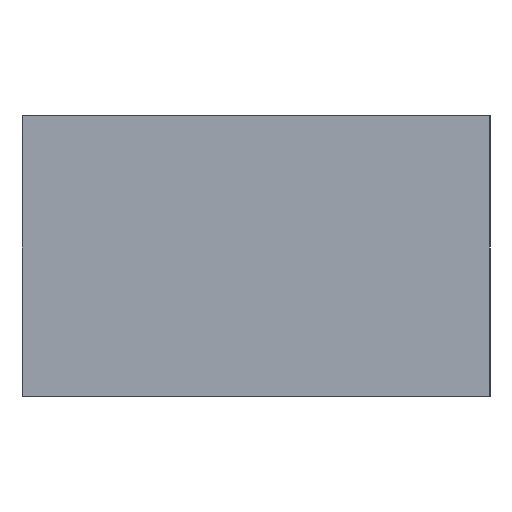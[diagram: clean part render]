
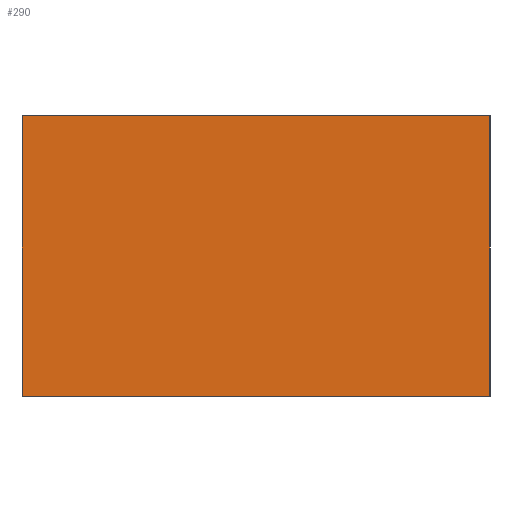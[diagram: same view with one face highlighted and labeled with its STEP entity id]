
A CAD part, left-side view. The second image highlights one B-rep face of the part: STEP entity #290.
In plain terms, the highlighted planar face has unit normal (-1, 0, 0).
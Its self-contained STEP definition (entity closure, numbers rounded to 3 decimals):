
#58=ORIENTED_EDGE('',*,*,#115,.F.);
#59=ORIENTED_EDGE('',*,*,#126,.T.);
#60=ORIENTED_EDGE('',*,*,#121,.T.);
#61=ORIENTED_EDGE('',*,*,#127,.T.);
#115=EDGE_CURVE('',#150,#151,#175,.T.);
#121=EDGE_CURVE('',#156,#155,#181,.T.);
#126=EDGE_CURVE('',#150,#156,#186,.T.);
#127=EDGE_CURVE('',#155,#151,#187,.T.);
#150=VERTEX_POINT('',#444);
#151=VERTEX_POINT('',#446);
#155=VERTEX_POINT('',#456);
#156=VERTEX_POINT('',#458);
#175=LINE('',#445,#211);
#181=LINE('',#457,#217);
#186=LINE('',#466,#222);
#187=LINE('',#467,#223);
#211=VECTOR('',#363,1000.);
#217=VECTOR('',#371,1000.);
#222=VECTOR('',#380,1000.);
#223=VECTOR('',#381,1000.);
#242=EDGE_LOOP('',(#58,#59,#60,#61));
#258=FACE_BOUND('',#242,.T.);
#274=PLANE('',#333);
#290=ADVANCED_FACE('',(#258),#274,.F.);
#333=AXIS2_PLACEMENT_3D('',#465,#378,#379);
#363=DIRECTION('',(0.,0.,-1.));
#371=DIRECTION('',(0.,0.,-1.));
#378=DIRECTION('',(1.,0.,0.));
#379=DIRECTION('',(0.,0.,-1.));
#380=DIRECTION('',(0.,1.,0.));
#381=DIRECTION('',(0.,-1.,0.));
#444=CARTESIAN_POINT('',(-1.25,-1.,1.2));
#445=CARTESIAN_POINT('',(-1.25,-1.,1.2));
#446=CARTESIAN_POINT('',(-1.25,-1.,0.));
#456=CARTESIAN_POINT('',(-1.25,1.,0.));
#457=CARTESIAN_POINT('',(-1.25,1.,1.2));
#458=CARTESIAN_POINT('',(-1.25,1.,1.2));
#465=CARTESIAN_POINT('',(-1.25,1.,1.2));
#466=CARTESIAN_POINT('',(-1.25,-1.,1.2));
#467=CARTESIAN_POINT('',(-1.25,1.,0.));
